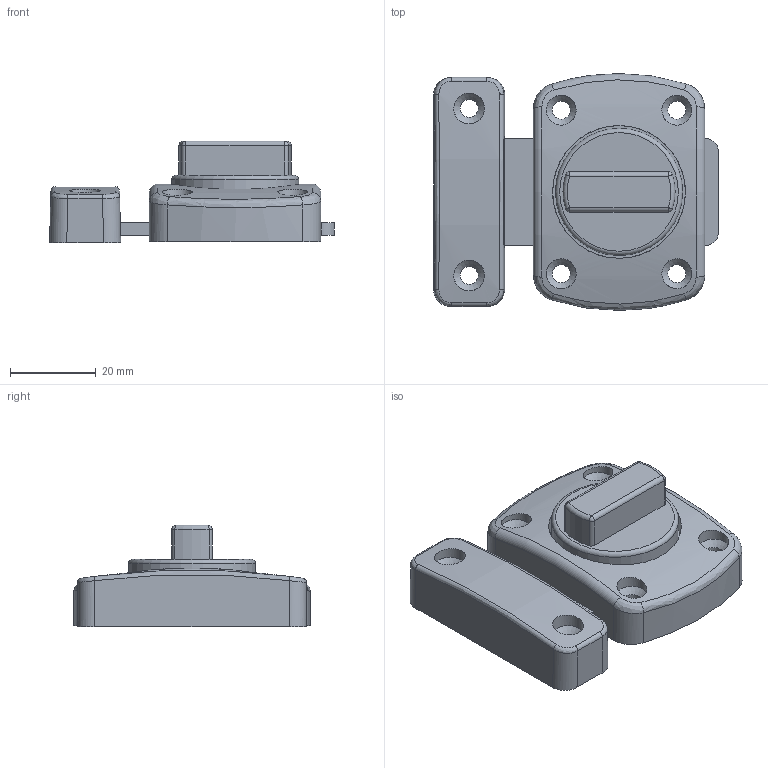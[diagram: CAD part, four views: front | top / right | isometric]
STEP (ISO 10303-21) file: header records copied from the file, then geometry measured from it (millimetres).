
FILE_DESCRIPTION(/* description */ (''),/* implementation_level */ '2;1');
FILE_NAME(/* name */ 'ODC-3842-L.stp',/* time_stamp */ '2024-02-15T10:59:10+09:00',/* author */ ('user'),/* organization */ (''),/* preprocessor_version */ 'ST-DEVELOPER v15.6',/* originating_system */ 'Autodesk Inventor 2015',/* authorisation */ '');
FILE_SCHEMA (('AUTOMOTIVE_DESIGN { 1 0 10303 214 3 1 1 }'));
Length unit declared in the file: millimetre
Products named in the file (5): ODC-3842-L_M; ODC-3842-L_C; ODC-3842-L_L; ODC-3842-L_S; ODC-3842-L
Bounding box: 66.5 x 55.3 x 23.73 mm (x, y, z)
Volume: 35870.9 mm3; surface area: 17165.4 mm2
Topology: 4 solids, 4 shells, 95 faces, 219 edges, 134 vertices
Faces by surface type: cylinder 40, plane 28, bspline 12, cone 6, torus 5, sphere 4
Full cylindrical faces by diameter (mm): 4.2 x6, 7 x4, 7.2 x2, 29.7 x1, 31 x1
Entity records: 3211 total; most frequent: CARTESIAN_POINT 1063, DIRECTION 436, ORIENTED_EDGE 388, EDGE_CURVE 194, AXIS2_PLACEMENT_3D 178, EDGE_LOOP 130, VERTEX_POINT 130, FACE_OUTER_BOUND 95
